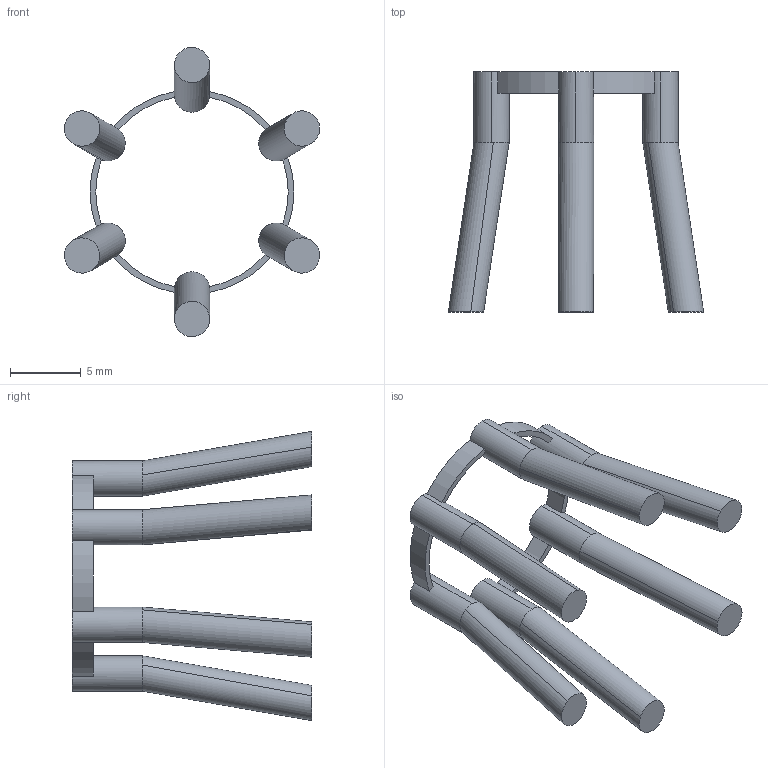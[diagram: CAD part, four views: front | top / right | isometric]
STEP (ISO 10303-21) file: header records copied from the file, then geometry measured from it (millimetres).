
FILE_DESCRIPTION (( 'STEP AP203' ), '1' );
FILE_NAME ('Launch Table Legs.STEP', '2021-07-29T12:43:43', ( '' ), ( '' ), 'SwSTEP 2.0', 'SolidWorks 2020', '' );
FILE_SCHEMA (( 'CONFIG_CONTROL_DESIGN' ));
Length unit declared in the file: millimetre
Products named in the file (1): Launch Table Legs
Bounding box: 18.09 x 17 x 20.49 mm (x, y, z)
Volume: 517.7 mm3; surface area: 967.5 mm2
Topology: 1 solids, 1 shells, 49 faces, 144 edges, 96 vertices
Faces by surface type: cylinder 24, plane 13, bspline 12
Entity records: 2531 total; most frequent: CARTESIAN_POINT 1106, DIRECTION 304, ORIENTED_EDGE 288, EDGE_CURVE 144, AXIS2_PLACEMENT_3D 134, VERTEX_POINT 96, CIRCLE 96, EDGE_LOOP 50
